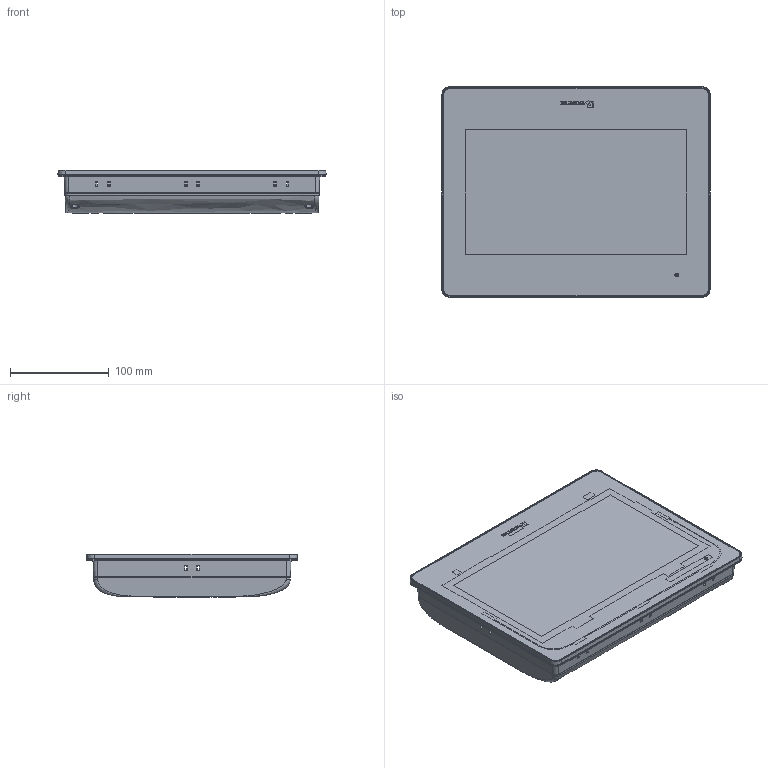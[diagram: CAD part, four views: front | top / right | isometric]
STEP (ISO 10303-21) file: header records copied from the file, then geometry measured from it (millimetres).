
FILE_DESCRIPTION (( 'STEP AP214' ), '1' );
FILE_NAME ('cMT3108X_201216.STEP', '2020-12-16T03:28:50', ( '' ), ( '' ), 'SwSTEP 2.0', 'SolidWorks 2019', '' );
FILE_SCHEMA (( 'AUTOMOTIVE_DESIGN' ));
Length unit declared in the file: centimetre
Products named in the file (1): cMT3108X_201216
Bounding box: 270.93 x 212.93 x 43.64 mm (x, y, z)
Surface area: 238510.3 mm2 (no closed solid volume)
Topology: 0 solids, 56 shells, 1084 faces, 4279 edges, 3196 vertices
Faces by surface type: cylinder 400, plane 390, cone 143, bspline 116, sphere 24, torus 11
Entity records: 69745 total; most frequent: CARTESIAN_POINT 24407, DIRECTION 6412, ORIENTED_EDGE 6347, EDGE_CURVE 4231, VERTEX_POINT 3178, VECTOR 2422, LINE 2422, AXIS2_PLACEMENT_3D 1995
